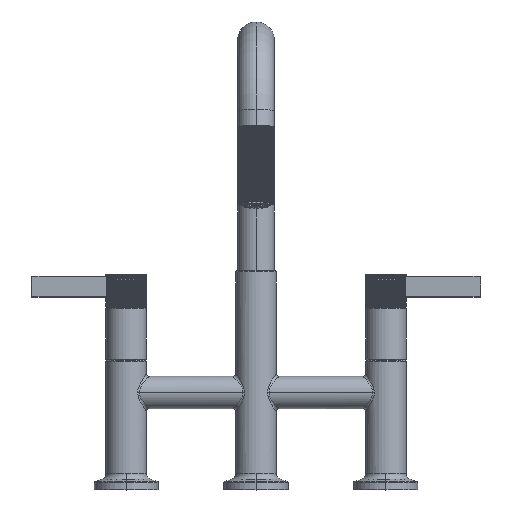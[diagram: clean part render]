
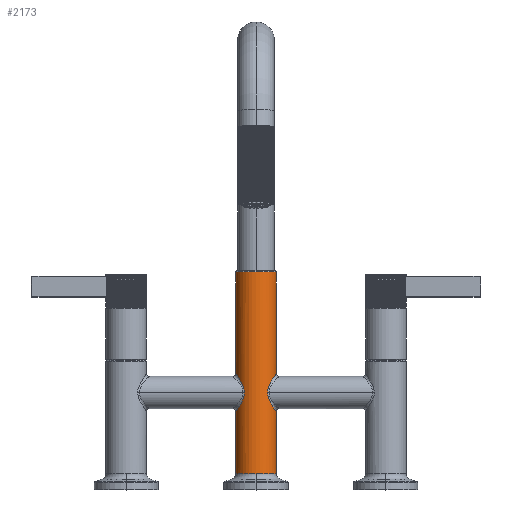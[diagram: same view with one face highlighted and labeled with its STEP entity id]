
A CAD part, top view. The second image highlights one B-rep face of the part: STEP entity #2173.
In plain terms, the highlighted cylindrical face has radius 15.875 mm (diameter 31.75 mm), a partial arc.
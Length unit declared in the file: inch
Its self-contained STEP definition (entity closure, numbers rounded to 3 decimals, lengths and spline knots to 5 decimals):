
#574=CARTESIAN_POINT('',(0.,6.22,0.));
#575=DIRECTION('',(0.,1.,0.));
#576=DIRECTION('',(-1.,0.,0.));
#577=AXIS2_PLACEMENT_3D('',#574,#575,#576);
#579=CARTESIAN_POINT('',(0.3553,2.5,0.51418));
#580=CARTESIAN_POINT('',(0.3553,2.5238,0.51419));
#581=CARTESIAN_POINT('',(0.35905,2.57336,0.51163));
#582=CARTESIAN_POINT('',(0.37874,2.65476,0.49753));
#583=CARTESIAN_POINT('',(0.4124,2.73989,0.47058));
#584=CARTESIAN_POINT('',(0.45493,2.82232,0.43008));
#585=CARTESIAN_POINT('',(0.49637,2.8918,0.38158));
#586=CARTESIAN_POINT('',(0.53223,2.94738,0.3296));
#587=CARTESIAN_POINT('',(0.56155,2.99071,0.27653));
#588=CARTESIAN_POINT('',(0.58487,3.02414,0.2228));
#589=CARTESIAN_POINT('',(0.60216,3.04843,0.17022));
#590=CARTESIAN_POINT('',(0.61416,3.0651,0.11966));
#591=CARTESIAN_POINT('',(0.62246,3.07652,0.06578));
#592=CARTESIAN_POINT('',(0.625,3.08,0.02278));
#593=CARTESIAN_POINT('',(0.625,3.08,0.));
#595=CARTESIAN_POINT('',(0.625,1.92,0.));
#596=CARTESIAN_POINT('',(0.625,1.92,0.01623));
#597=CARTESIAN_POINT('',(0.62372,1.92176,0.05015));
#598=CARTESIAN_POINT('',(0.61715,1.93077,0.10412));
#599=CARTESIAN_POINT('',(0.60437,1.94847,0.16337));
#600=CARTESIAN_POINT('',(0.58435,1.97656,0.225));
#601=CARTESIAN_POINT('',(0.55638,2.01673,0.2877));
#602=CARTESIAN_POINT('',(0.51874,2.07292,0.35126));
#603=CARTESIAN_POINT('',(0.47499,2.14303,0.40802));
#604=CARTESIAN_POINT('',(0.43421,2.2164,0.45049));
#605=CARTESIAN_POINT('',(0.40175,2.28584,0.47922));
#606=CARTESIAN_POINT('',(0.37762,2.35114,0.49825));
#607=CARTESIAN_POINT('',(0.35985,2.42305,0.51109));
#608=CARTESIAN_POINT('',(0.3553,2.47379,0.51419));
#609=CARTESIAN_POINT('',(0.3553,2.5,0.51418));
#611=DIRECTION('',(0.,1.,0.));
#612=VECTOR('',#611,1.92);
#613=CARTESIAN_POINT('',(-0.625,0.,0.));
#614=LINE('',#613,#612);
#615=CARTESIAN_POINT('',(-0.3553,2.5,
0.51418));
#616=CARTESIAN_POINT('',(-0.3553,2.47611,
0.51419));
#617=CARTESIAN_POINT('',(-0.35908,2.42632,
0.51161));
#618=CARTESIAN_POINT('',(-0.37898,2.34442,
0.49736));
#619=CARTESIAN_POINT('',(-0.41302,2.25877,
0.47005));
#620=CARTESIAN_POINT('',(-0.45531,2.17708,
0.42965));
#621=CARTESIAN_POINT('',(-0.49605,2.10874,
0.38195));
#622=CARTESIAN_POINT('',(-0.53161,2.05356,
0.33057));
#623=CARTESIAN_POINT('',(-0.56088,2.01027,
0.27787));
#624=CARTESIAN_POINT('',(-0.58426,1.97673,
0.22437));
#625=CARTESIAN_POINT('',(-0.60154,1.95243,
0.17236));
#626=CARTESIAN_POINT('',(-0.61376,1.93546,
0.12179));
#627=CARTESIAN_POINT('',(-0.62235,1.92363,
0.06715));
#628=CARTESIAN_POINT('',(-0.625,1.92,
0.0233));
#629=CARTESIAN_POINT('',(-0.625,1.92,0.));
#631=CARTESIAN_POINT('',(-0.625,3.08,0.));
#632=CARTESIAN_POINT('',(-0.625,3.08,
0.01676));
#633=CARTESIAN_POINT('',(-0.62362,3.0781,
0.05141));
#634=CARTESIAN_POINT('',(-0.61701,3.06903,
0.1049));
#635=CARTESIAN_POINT('',(-0.60418,3.05126,
0.16406));
#636=CARTESIAN_POINT('',(-0.58418,3.02319,
0.22542));
#637=CARTESIAN_POINT('',(-0.55629,2.98313,
0.28786));
#638=CARTESIAN_POINT('',(-0.51884,2.92723,
0.3511));
#639=CARTESIAN_POINT('',(-0.47503,2.85705,
0.40798));
#640=CARTESIAN_POINT('',(-0.43412,2.78344,
0.45058));
#641=CARTESIAN_POINT('',(-0.40155,2.71372,
0.47938));
#642=CARTESIAN_POINT('',(-0.37754,2.64854,
0.4983));
#643=CARTESIAN_POINT('',(-0.35993,2.5773,0.51103));
#644=CARTESIAN_POINT('',(-0.3553,2.52638,
0.51419));
#645=CARTESIAN_POINT('',(-0.3553,2.5,
0.51418));
#647=DIRECTION('',(0.,1.,0.));
#648=VECTOR('',#647,3.14);
#649=CARTESIAN_POINT('',(-0.625,3.08,0.));
#650=LINE('',#649,#648);
#698=CARTESIAN_POINT('',(-0.625,3.08,0.));
#716=DIRECTION('',(0.,1.,0.));
#717=VECTOR('',#716,1.92);
#718=CARTESIAN_POINT('',(0.625,0.,0.));
#719=LINE('',#718,#717);
#734=CARTESIAN_POINT('',(0.625,1.92,0.));
#736=CARTESIAN_POINT('',(0.625,3.08,0.));
#752=DIRECTION('',(0.,1.,0.));
#753=VECTOR('',#752,3.14);
#754=CARTESIAN_POINT('',(0.625,3.08,0.));
#755=LINE('',#754,#753);
#761=CARTESIAN_POINT('',(0.,0.,0.));
#762=DIRECTION('',(0.,1.,0.));
#763=DIRECTION('',(-1.,0.,0.));
#764=AXIS2_PLACEMENT_3D('',#761,#762,#763);
#876=CARTESIAN_POINT('',(0.625,0.,0.));
#877=CARTESIAN_POINT('',(-0.625,0.,0.));
#878=VERTEX_POINT('',#876);
#879=VERTEX_POINT('',#877);
#909=VERTEX_POINT('',#615);
#910=VERTEX_POINT('',#629);
#913=VERTEX_POINT('',#698);
#916=VERTEX_POINT('',#736);
#919=VERTEX_POINT('',#734);
#921=VERTEX_POINT('',#609);
#934=CARTESIAN_POINT('',(0.625,6.22,0.));
#935=CARTESIAN_POINT('',(-0.625,6.22,0.));
#936=VERTEX_POINT('',#934);
#937=VERTEX_POINT('',#935);
#2148=CARTESIAN_POINT('',(0.,0.,0.));
#2149=DIRECTION('',(0.,1.,0.));
#2150=DIRECTION('',(1.,0.,0.));
#2151=AXIS2_PLACEMENT_3D('',#2148,#2149,#2150);
#2152=CYLINDRICAL_SURFACE('',#2151,0.625);
#2154=ORIENTED_EDGE('',*,*,#2153,.T.);
#2156=ORIENTED_EDGE('',*,*,#2155,.F.);
#2158=ORIENTED_EDGE('',*,*,#2157,.F.);
#2160=ORIENTED_EDGE('',*,*,#2159,.F.);
#2162=ORIENTED_EDGE('',*,*,#2161,.F.);
#2164=ORIENTED_EDGE('',*,*,#2163,.F.);
#2166=ORIENTED_EDGE('',*,*,#2165,.T.);
#2167=ORIENTED_EDGE('',*,*,#2065,.F.);
#2168=ORIENTED_EDGE('',*,*,#2142,.F.);
#2170=ORIENTED_EDGE('',*,*,#2169,.T.);
#2171=EDGE_LOOP('',(#2154,#2156,#2158,#2160,#2162,#2164,#2166,#2167,#2168,
#2170));
#2172=FACE_OUTER_BOUND('',#2171,.F.);
#2173=ADVANCED_FACE('',(#2172),#2152,.T.);
#578=CIRCLE('',#577,0.625);
#594=B_SPLINE_CURVE_WITH_KNOTS('',3,(#579,#580,#581,#582,#583,#584,#585,#586,
#587,#588,#589,#590,#591,#592,#593),.UNSPECIFIED.,.F.,.F.,(4,1,1,1,1,1,1,1,1,1,
1,1,4),(0.,0.08333,0.16667,0.25,0.33333,
0.41667,0.5,0.58333,0.66667,0.75,
0.83333,0.91667,1.),.UNSPECIFIED.);
#610=B_SPLINE_CURVE_WITH_KNOTS('',3,(#595,#596,#597,#598,#599,#600,#601,#602,
#603,#604,#605,#606,#607,#608,#609),.UNSPECIFIED.,.F.,.F.,(4,1,1,1,1,1,1,1,1,1,
1,1,4),(0.,0.08333,0.16667,0.25,0.33333,
0.41667,0.5,0.58333,0.66667,0.75,
0.83333,0.91667,1.),.UNSPECIFIED.);
#630=B_SPLINE_CURVE_WITH_KNOTS('',3,(#615,#616,#617,#618,#619,#620,#621,#622,
#623,#624,#625,#626,#627,#628,#629),.UNSPECIFIED.,.F.,.F.,(4,1,1,1,1,1,1,1,1,1,
1,1,4),(0.,0.08333,0.16667,0.25,0.33333,
0.41667,0.5,0.58333,0.66667,0.75,
0.83333,0.91667,1.),.UNSPECIFIED.);
#646=B_SPLINE_CURVE_WITH_KNOTS('',3,(#631,#632,#633,#634,#635,#636,#637,#638,
#639,#640,#641,#642,#643,#644,#645),.UNSPECIFIED.,.F.,.F.,(4,1,1,1,1,1,1,1,1,1,
1,1,4),(0.,0.08333,0.16667,0.25,0.33333,
0.41667,0.5,0.58333,0.66667,0.75,
0.83333,0.91667,1.),.UNSPECIFIED.);
#765=CIRCLE('',#764,0.625);
#2065=EDGE_CURVE('',#909,#910,#630,.T.);
#2142=EDGE_CURVE('',#913,#909,#646,.T.);
#2153=EDGE_CURVE('',#937,#936,#578,.T.);
#2155=EDGE_CURVE('',#916,#936,#755,.T.);
#2157=EDGE_CURVE('',#921,#916,#594,.T.);
#2159=EDGE_CURVE('',#919,#921,#610,.T.);
#2161=EDGE_CURVE('',#878,#919,#719,.T.);
#2163=EDGE_CURVE('',#879,#878,#765,.T.);
#2165=EDGE_CURVE('',#879,#910,#614,.T.);
#2169=EDGE_CURVE('',#913,#937,#650,.T.);
